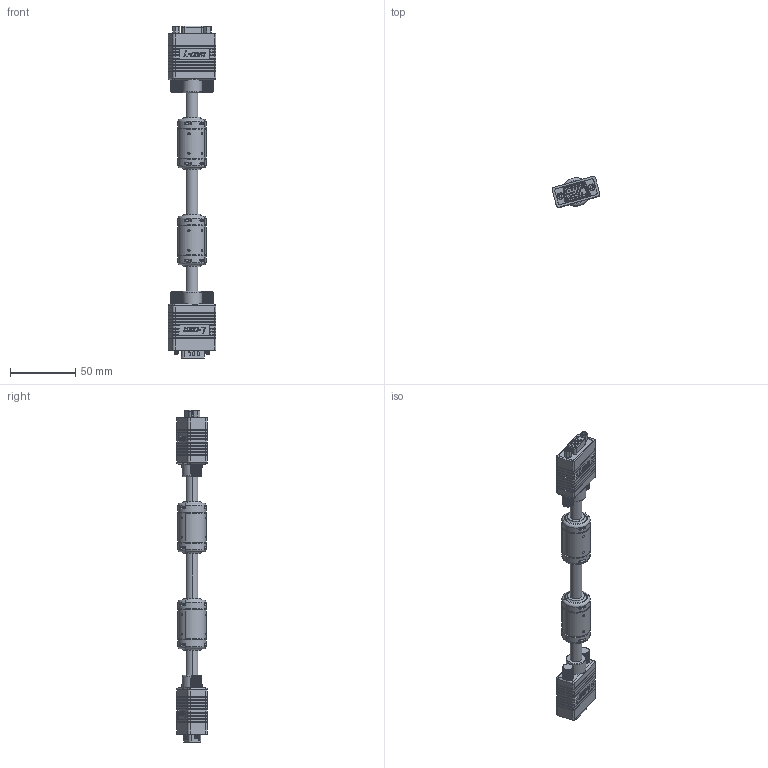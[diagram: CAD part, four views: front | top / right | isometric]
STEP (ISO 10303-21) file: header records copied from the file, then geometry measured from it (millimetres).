
FILE_DESCRIPTION (( 'STEP AP214' ), '1' );
FILE_NAME ('CTLF3VGAMF.STEP', '2010-01-25T19:42:48', ( 'Windows XP Mode' ), ( '' ), 'SwSTEP 2.0', 'SolidWorks 2008', '' );
FILE_SCHEMA (( 'AUTOMOTIVE_DESIGN' ));
Length unit declared in the file: inch
Products named in the file (15): 3AB01-121; 1AC04-004; 1AL05-013_6" long; 1AY03-027_??; 3AB01-117; MTN-382_??; SDH-PROD_through hole; 1AJ06-029_CRMN9 Screw; 1AC04-003; MTN-209; 3AB01-117_female version; 1AV02-007_SINGLE CONTACT; MTN-228; 1AM07-052; CTLF3VGAMF
Assembly tree (36 placements, depth 3):
  CTLF3VGAMF
    3AB01-117
      1AV02-007_SINGLE CONTACT  x15
      MTN-382_??
      1AJ06-029_CRMN9 Screw  x2
      1AY03-027_??
      1AC04-003
      MTN-209
    3AB01-121  x2
      1AM07-052
      MTN-228
    1AL05-013_6" long
    3AB01-117_female version
      1AJ06-029_CRMN9 Screw  x2
      1AC04-004
      MTN-209
      MTN-382_??
      1AY03-027_??
      SDH-PROD_through hole  x2
Bounding box: 36.7 x 23.67 x 254.51 mm (x, y, z)
Volume: 81903.5 mm3; surface area: 53861.1 mm2
Topology: 38 solids, 38 shells, 3226 faces, 8480 edges, 5416 vertices
Faces by surface type: plane 1475, cylinder 970, bspline 516, torus 132, cone 69, sphere 64
Entity records: 70988 total; most frequent: CARTESIAN_POINT 30804, ORIENTED_EDGE 7820, DIRECTION 6832, EDGE_CURVE 3910, VERTEX_POINT 2522, AXIS2_PLACEMENT_3D 2389, VECTOR 2054, LINE 2054
